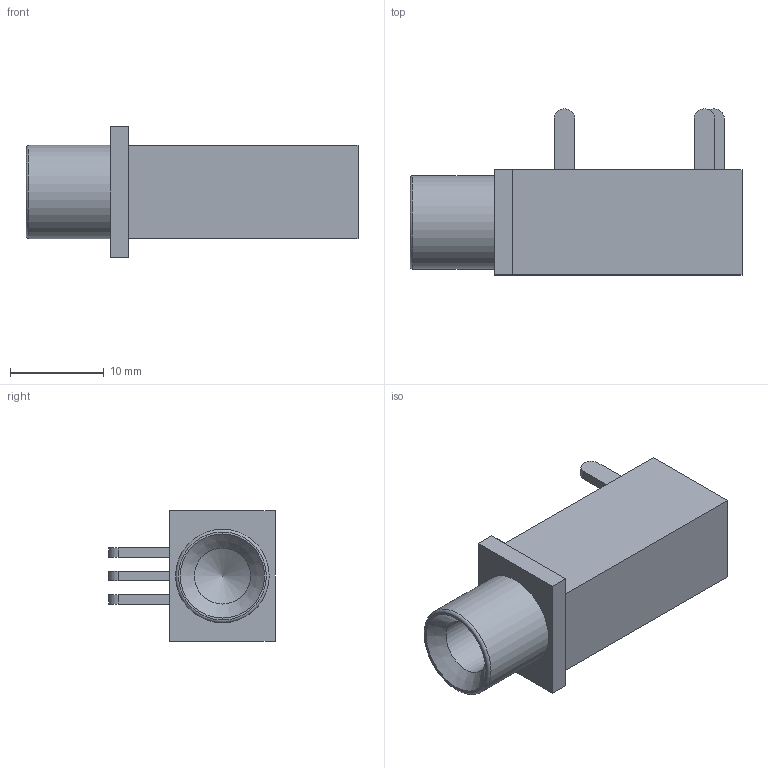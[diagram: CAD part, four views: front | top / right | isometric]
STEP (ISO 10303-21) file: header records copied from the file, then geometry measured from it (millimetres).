
FILE_DESCRIPTION(('STEP AP214'), '1');
FILE_NAME('6,35mm jack ', '', ('UNSPECIFIED'), ('UNSPECIFIED'), 'ASCON STEP Converter 1.3', 'ASCON Math Kernel', '');
FILE_SCHEMA(('AUTOMOTIVE_DESIGN { 1 0 10303 214 3 1 1}'));
Length unit declared in the file: millimetre
Bounding box: 35.5 x 17.76 x 14 mm (x, y, z)
Volume: 3070.7 mm3; surface area: 2318 mm2
Topology: 1 solids, 1 shells, 37 faces, 90 edges, 59 vertices
Faces by surface type: plane 26, cylinder 8, cone 2, torus 1
Full cylindrical faces by diameter (mm): 6 x1, 10 x1
Entity records: 1384 total; most frequent: CARTESIAN_POINT 180, DIRECTION 178, ORIENTED_EDGE 168, EDGE_CURVE 84, LINE 66, VECTOR 66, VERTEX_POINT 58, AXIS2_PLACEMENT_3D 56
